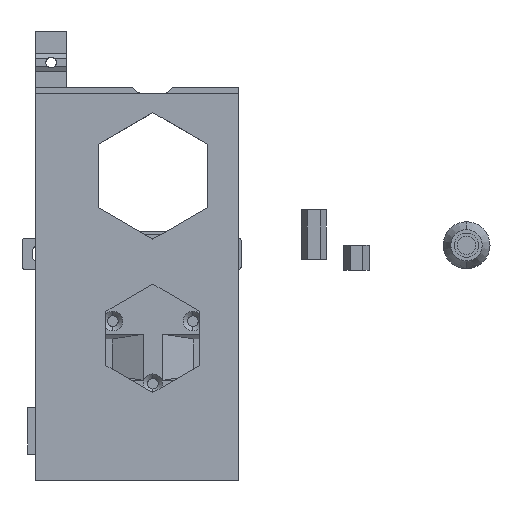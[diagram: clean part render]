
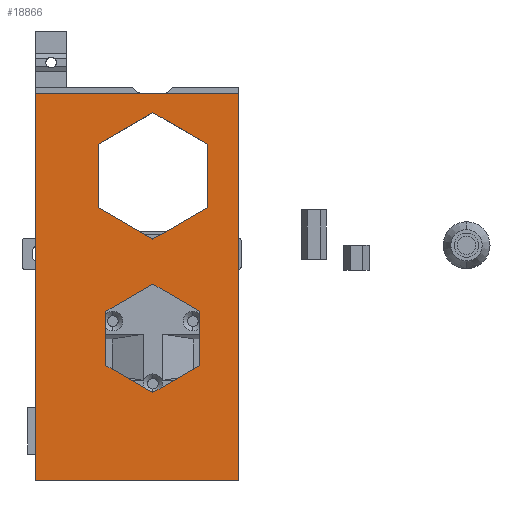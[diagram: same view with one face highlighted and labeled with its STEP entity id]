
A CAD part, front view. The second image highlights one B-rep face of the part: STEP entity #18866.
In plain terms, the highlighted face is planar.
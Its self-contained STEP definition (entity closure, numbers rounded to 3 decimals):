
#106 = CARTESIAN_POINT ( 'NONE',  ( -43.5, -43.75, 65. ) ) ;
#150 = EDGE_CURVE ( 'NONE', #21382, #24780, #12806, .T. ) ;
#259 = LINE ( 'NONE', #15937, #21873 ) ;
#326 = VECTOR ( 'NONE', #15574, 1000. ) ;
#530 = VECTOR ( 'NONE', #28682, 1000. ) ;
#702 = LINE ( 'NONE', #29878, #32928 ) ;
#1555 = EDGE_CURVE ( 'NONE', #27878, #7434, #32093, .T. ) ;
#1842 = FACE_OUTER_BOUND ( 'NONE', #9539, .T. ) ;
#1960 = CARTESIAN_POINT ( 'NONE',  ( -43.5, -15.571, 37.5 ) ) ;
#2335 = DIRECTION ( 'NONE',  ( 1., 0., 0. ) ) ;
#2421 = DIRECTION ( 'NONE',  ( 0., 0., -1. ) ) ;
#2621 = LINE ( 'NONE', #7572, #18196 ) ;
#2639 = CARTESIAN_POINT ( 'NONE',  ( -43.5, 63.746, 20. ) ) ;
#2953 = CARTESIAN_POINT ( 'NONE',  ( -43.5, 33.75, 0. ) ) ;
#3281 = VERTEX_POINT ( 'NONE', #14938 ) ;
#3487 = ORIENTED_EDGE ( 'NONE', *, *, #26121, .T. ) ;
#3639 = EDGE_CURVE ( 'NONE', #19748, #28079, #702, .T. ) ;
#3701 = CARTESIAN_POINT ( 'NONE',  ( -43.5, 43.539, 20. ) ) ;
#4178 = VERTEX_POINT ( 'NONE', #1960 ) ;
#4325 = ORIENTED_EDGE ( 'NONE', *, *, #30786, .T. ) ;
#4933 = ORIENTED_EDGE ( 'NONE', *, *, #15319, .T. ) ;
#5308 = CARTESIAN_POINT ( 'NONE',  ( -43.5, 63.746, 20. ) ) ;
#6149 = LINE ( 'NONE', #13813, #27051 ) ;
#6260 = EDGE_LOOP ( 'NONE', ( #16897, #13117, #18486, #8633, #29235, #3487 ) ) ;
#6512 = ORIENTED_EDGE ( 'NONE', *, *, #33273, .T. ) ;
#6961 = VERTEX_POINT ( 'NONE', #26740 ) ;
#7339 = DIRECTION ( 'NONE',  ( 0., -0.5, -0.866 ) ) ;
#7434 = VERTEX_POINT ( 'NONE', #22415 ) ;
#7468 = DIRECTION ( 'NONE',  ( 0., 1., 0. ) ) ;
#7572 = CARTESIAN_POINT ( 'NONE',  ( -43.5, 73.85, 37.5 ) ) ;
#8468 = EDGE_CURVE ( 'NONE', #32884, #27878, #10479, .T. ) ;
#8633 = ORIENTED_EDGE ( 'NONE', *, *, #9023, .T. ) ;
#8687 = DIRECTION ( 'NONE',  ( 0., -1., 0. ) ) ;
#9023 = EDGE_CURVE ( 'NONE', #17653, #19276, #21669, .T. ) ;
#9354 = CARTESIAN_POINT ( 'NONE',  ( -43.5, 33.75, 10. ) ) ;
#9539 = EDGE_LOOP ( 'NONE', ( #31247, #17622, #23245, #29552 ) ) ;
#9676 = VECTOR ( 'NONE', #17320, 1000. ) ;
#10479 = LINE ( 'NONE', #23127, #12534 ) ;
#10656 = DIRECTION ( 'NONE',  ( 0., -0.5, -0.866 ) ) ;
#10734 = CARTESIAN_POINT ( 'NONE',  ( -43.5, -6.91, 52.5 ) ) ;
#10942 = EDGE_CURVE ( 'NONE', #19276, #27891, #259, .T. ) ;
#11053 = AXIS2_PLACEMENT_3D ( 'NONE', #9354, #2335, #7468 ) ;
#11449 = EDGE_CURVE ( 'NONE', #3281, #28079, #16409, .T. ) ;
#12001 = VECTOR ( 'NONE', #8687, 1000. ) ;
#12534 = VECTOR ( 'NONE', #31302, 1000. ) ;
#12639 = EDGE_CURVE ( 'NONE', #24780, #17653, #2621, .T. ) ;
#12806 = LINE ( 'NONE', #5308, #530 ) ;
#13117 = ORIENTED_EDGE ( 'NONE', *, *, #150, .T. ) ;
#13328 = CARTESIAN_POINT ( 'NONE',  ( -43.5, 79.85, 10. ) ) ;
#13395 = VERTEX_POINT ( 'NONE', #20294 ) ;
#13683 = DIRECTION ( 'NONE',  ( 0., -1., 0. ) ) ;
#13813 = CARTESIAN_POINT ( 'NONE',  ( -43.5, 79.85, 65. ) ) ;
#14833 = VECTOR ( 'NONE', #16912, 1000. ) ;
#14938 = CARTESIAN_POINT ( 'NONE',  ( -43.5, 79.85, 0. ) ) ;
#15319 = EDGE_CURVE ( 'NONE', #4178, #32884, #23784, .T. ) ;
#15574 = DIRECTION ( 'NONE',  ( 0., 0.5, -0.866 ) ) ;
#15937 = CARTESIAN_POINT ( 'NONE',  ( -43.5, 43.539, 55. ) ) ;
#16409 = LINE ( 'NONE', #2953, #16904 ) ;
#16416 = VERTEX_POINT ( 'NONE', #27601 ) ;
#16713 = CARTESIAN_POINT ( 'NONE',  ( -43.5, 10.41, 22.5 ) ) ;
#16897 = ORIENTED_EDGE ( 'NONE', *, *, #25023, .T. ) ;
#16904 = VECTOR ( 'NONE', #13683, 1000. ) ;
#16912 = DIRECTION ( 'NONE',  ( 0., -0.5, 0.866 ) ) ;
#17092 = EDGE_CURVE ( 'NONE', #21652, #19748, #6149, .T. ) ;
#17320 = DIRECTION ( 'NONE',  ( 0., 1., 0. ) ) ;
#17622 = ORIENTED_EDGE ( 'NONE', *, *, #17092, .F. ) ;
#17653 = VERTEX_POINT ( 'NONE', #22837 ) ;
#17679 = VECTOR ( 'NONE', #22636, 1000. ) ;
#17971 = DIRECTION ( 'NONE',  ( 0., -0.5, 0.866 ) ) ;
#18045 = EDGE_LOOP ( 'NONE', ( #33694, #18299, #4325, #25315, #6512, #4933 ) ) ;
#18077 = CARTESIAN_POINT ( 'NONE',  ( -43.5, -43.75, 0. ) ) ;
#18110 = LINE ( 'NONE', #13328, #21918 ) ;
#18196 = VECTOR ( 'NONE', #17971, 1000. ) ;
#18299 = ORIENTED_EDGE ( 'NONE', *, *, #1555, .T. ) ;
#18373 = DIRECTION ( 'NONE',  ( 0., 0.5, -0.866 ) ) ;
#18486 = ORIENTED_EDGE ( 'NONE', *, *, #12639, .T. ) ;
#18866 = ADVANCED_FACE ( 'NONE', ( #25065, #27616, #1842 ), #22507, .F. ) ;
#19276 = VERTEX_POINT ( 'NONE', #21144 ) ;
#19748 = VERTEX_POINT ( 'NONE', #106 ) ;
#20294 = CARTESIAN_POINT ( 'NONE',  ( -43.5, -6.91, 52.5 ) ) ;
#20508 = EDGE_CURVE ( 'NONE', #21652, #3281, #18110, .T. ) ;
#20643 = LINE ( 'NONE', #10734, #21611 ) ;
#21144 = CARTESIAN_POINT ( 'NONE',  ( -43.5, 43.539, 55. ) ) ;
#21382 = VERTEX_POINT ( 'NONE', #2639 ) ;
#21455 = LINE ( 'NONE', #22469, #17679 ) ;
#21611 = VECTOR ( 'NONE', #7339, 1000. ) ;
#21652 = VERTEX_POINT ( 'NONE', #30092 ) ;
#21669 = LINE ( 'NONE', #32072, #12001 ) ;
#21873 = VECTOR ( 'NONE', #10656, 1000. ) ;
#21918 = VECTOR ( 'NONE', #2421, 1000. ) ;
#22027 = DIRECTION ( 'NONE',  ( 0., 0.5, 0.866 ) ) ;
#22036 = DIRECTION ( 'NONE',  ( 0., 0., -1. ) ) ;
#22415 = CARTESIAN_POINT ( 'NONE',  ( -43.5, 19.071, 37.5 ) ) ;
#22469 = CARTESIAN_POINT ( 'NONE',  ( -43.5, 10.41, 52.5 ) ) ;
#22507 = PLANE ( 'NONE',  #11053 ) ;
#22512 = VECTOR ( 'NONE', #22027, 1000. ) ;
#22636 = DIRECTION ( 'NONE',  ( 0., -1., 0. ) ) ;
#22837 = CARTESIAN_POINT ( 'NONE',  ( -43.5, 63.746, 55. ) ) ;
#23127 = CARTESIAN_POINT ( 'NONE',  ( -43.5, -6.91, 22.5 ) ) ;
#23245 = ORIENTED_EDGE ( 'NONE', *, *, #20508, .T. ) ;
#23503 = LINE ( 'NONE', #33752, #24449 ) ;
#23784 = LINE ( 'NONE', #31464, #326 ) ;
#24449 = VECTOR ( 'NONE', #18373, 1000. ) ;
#24780 = VERTEX_POINT ( 'NONE', #28279 ) ;
#25023 = EDGE_CURVE ( 'NONE', #6961, #21382, #25186, .T. ) ;
#25065 = FACE_BOUND ( 'NONE', #6260, .T. ) ;
#25186 = LINE ( 'NONE', #3701, #9676 ) ;
#25315 = ORIENTED_EDGE ( 'NONE', *, *, #26318, .T. ) ;
#26121 = EDGE_CURVE ( 'NONE', #27891, #6961, #23503, .T. ) ;
#26318 = EDGE_CURVE ( 'NONE', #16416, #13395, #21455, .T. ) ;
#26740 = CARTESIAN_POINT ( 'NONE',  ( -43.5, 43.539, 20. ) ) ;
#26967 = DIRECTION ( 'NONE',  ( 0., -1., 0. ) ) ;
#27051 = VECTOR ( 'NONE', #26967, 1000. ) ;
#27173 = LINE ( 'NONE', #31957, #14833 ) ;
#27202 = CARTESIAN_POINT ( 'NONE',  ( -43.5, 33.435, 37.5 ) ) ;
#27368 = CARTESIAN_POINT ( 'NONE',  ( -43.5, 10.41, 22.5 ) ) ;
#27601 = CARTESIAN_POINT ( 'NONE',  ( -43.5, 10.41, 52.5 ) ) ;
#27616 = FACE_BOUND ( 'NONE', #18045, .T. ) ;
#27878 = VERTEX_POINT ( 'NONE', #27368 ) ;
#27891 = VERTEX_POINT ( 'NONE', #27202 ) ;
#28079 = VERTEX_POINT ( 'NONE', #18077 ) ;
#28279 = CARTESIAN_POINT ( 'NONE',  ( -43.5, 73.85, 37.5 ) ) ;
#28682 = DIRECTION ( 'NONE',  ( 0., 0.5, 0.866 ) ) ;
#29235 = ORIENTED_EDGE ( 'NONE', *, *, #10942, .T. ) ;
#29552 = ORIENTED_EDGE ( 'NONE', *, *, #11449, .T. ) ;
#29878 = CARTESIAN_POINT ( 'NONE',  ( -43.5, -43.75, 10. ) ) ;
#30092 = CARTESIAN_POINT ( 'NONE',  ( -43.5, 79.85, 65. ) ) ;
#30786 = EDGE_CURVE ( 'NONE', #7434, #16416, #27173, .T. ) ;
#31247 = ORIENTED_EDGE ( 'NONE', *, *, #3639, .F. ) ;
#31302 = DIRECTION ( 'NONE',  ( 0., 1., 0. ) ) ;
#31436 = CARTESIAN_POINT ( 'NONE',  ( -43.5, -6.91, 22.5 ) ) ;
#31464 = CARTESIAN_POINT ( 'NONE',  ( -43.5, -15.571, 37.5 ) ) ;
#31957 = CARTESIAN_POINT ( 'NONE',  ( -43.5, 19.071, 37.5 ) ) ;
#32072 = CARTESIAN_POINT ( 'NONE',  ( -43.5, 63.746, 55. ) ) ;
#32093 = LINE ( 'NONE', #16713, #22512 ) ;
#32884 = VERTEX_POINT ( 'NONE', #31436 ) ;
#32928 = VECTOR ( 'NONE', #22036, 1000. ) ;
#33273 = EDGE_CURVE ( 'NONE', #13395, #4178, #20643, .T. ) ;
#33694 = ORIENTED_EDGE ( 'NONE', *, *, #8468, .T. ) ;
#33752 = CARTESIAN_POINT ( 'NONE',  ( -43.5, 33.435, 37.5 ) ) ;
